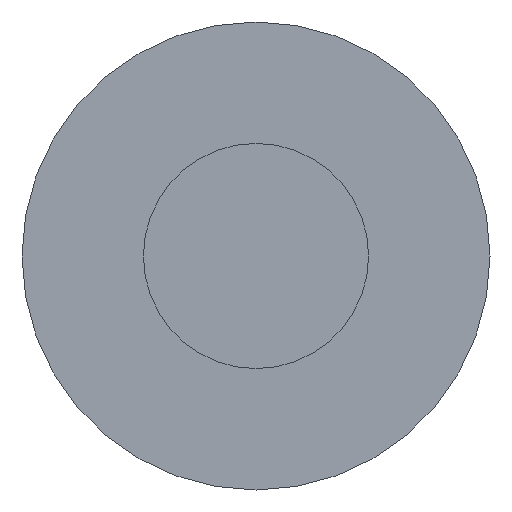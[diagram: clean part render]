
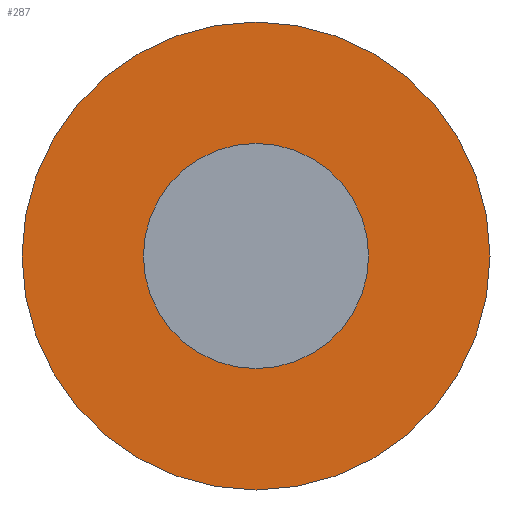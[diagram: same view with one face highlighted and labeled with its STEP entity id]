
A CAD part, front view. The second image highlights one B-rep face of the part: STEP entity #287.
In plain terms, the highlighted planar face has unit normal (0, -1, 0).
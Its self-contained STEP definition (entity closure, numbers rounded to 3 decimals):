
#4 = FACE_OUTER_BOUND ( 'NONE', #227, .T. ) ;
#16 = EDGE_CURVE ( 'NONE', #142, #158, #88, .T. ) ;
#18 = EDGE_CURVE ( 'NONE', #178, #150, #217, .T. ) ;
#26 = ORIENTED_EDGE ( 'NONE', *, *, #16, .T. ) ;
#33 = AXIS2_PLACEMENT_3D ( 'NONE', #239, #167, #54 ) ;
#47 = EDGE_CURVE ( 'NONE', #158, #142, #276, .T. ) ;
#54 = DIRECTION ( 'NONE',  ( 0., 0., -1. ) ) ;
#59 = DIRECTION ( 'NONE',  ( 0., -1., 0. ) ) ;
#71 = DIRECTION ( 'NONE',  ( 0., -1., 0. ) ) ;
#81 = CARTESIAN_POINT ( 'NONE',  ( 0., 6., 0. ) ) ;
#87 = DIRECTION ( 'NONE',  ( 0., 0., -1. ) ) ;
#88 = CIRCLE ( 'NONE', #104, 5.3 ) ;
#94 = CIRCLE ( 'NONE', #247, 2.55 ) ;
#101 = DIRECTION ( 'NONE',  ( 0., -1., 0. ) ) ;
#104 = AXIS2_PLACEMENT_3D ( 'NONE', #81, #101, #148 ) ;
#142 = VERTEX_POINT ( 'NONE', #196 ) ;
#145 = PLANE ( 'NONE',  #209 ) ;
#148 = DIRECTION ( 'NONE',  ( 0., 0., -1. ) ) ;
#150 = VERTEX_POINT ( 'NONE', #172 ) ;
#158 = VERTEX_POINT ( 'NONE', #299 ) ;
#162 = ORIENTED_EDGE ( 'NONE', *, *, #47, .T. ) ;
#167 = DIRECTION ( 'NONE',  ( 0., -1., 0. ) ) ;
#169 = AXIS2_PLACEMENT_3D ( 'NONE', #258, #71, #280 ) ;
#172 = CARTESIAN_POINT ( 'NONE',  ( 0., 6., -2.55 ) ) ;
#178 = VERTEX_POINT ( 'NONE', #229 ) ;
#179 = CARTESIAN_POINT ( 'NONE',  ( 0., 6., 0. ) ) ;
#185 = DIRECTION ( 'NONE',  ( 0., 0., -1. ) ) ;
#190 = EDGE_LOOP ( 'NONE', ( #203, #201 ) ) ;
#193 = DIRECTION ( 'NONE',  ( 0., -1., 0. ) ) ;
#196 = CARTESIAN_POINT ( 'NONE',  ( 0., 6., -5.3 ) ) ;
#201 = ORIENTED_EDGE ( 'NONE', *, *, #18, .F. ) ;
#203 = ORIENTED_EDGE ( 'NONE', *, *, #204, .F. ) ;
#204 = EDGE_CURVE ( 'NONE', #150, #178, #94, .T. ) ;
#209 = AXIS2_PLACEMENT_3D ( 'NONE', #257, #59, #185 ) ;
#217 = CIRCLE ( 'NONE', #169, 2.55 ) ;
#227 = EDGE_LOOP ( 'NONE', ( #26, #162 ) ) ;
#229 = CARTESIAN_POINT ( 'NONE',  ( 0., 6., 2.55 ) ) ;
#239 = CARTESIAN_POINT ( 'NONE',  ( 0., 6., 0. ) ) ;
#244 = FACE_BOUND ( 'NONE', #190, .T. ) ;
#247 = AXIS2_PLACEMENT_3D ( 'NONE', #179, #193, #87 ) ;
#257 = CARTESIAN_POINT ( 'NONE',  ( 2.55, 6., 0. ) ) ;
#258 = CARTESIAN_POINT ( 'NONE',  ( 0., 6., 0. ) ) ;
#276 = CIRCLE ( 'NONE', #33, 5.3 ) ;
#280 = DIRECTION ( 'NONE',  ( 0., 0., -1. ) ) ;
#287 = ADVANCED_FACE ( 'NONE', ( #4, #244 ), #145, .T. ) ;
#299 = CARTESIAN_POINT ( 'NONE',  ( 0., 6., 5.3 ) ) ;
